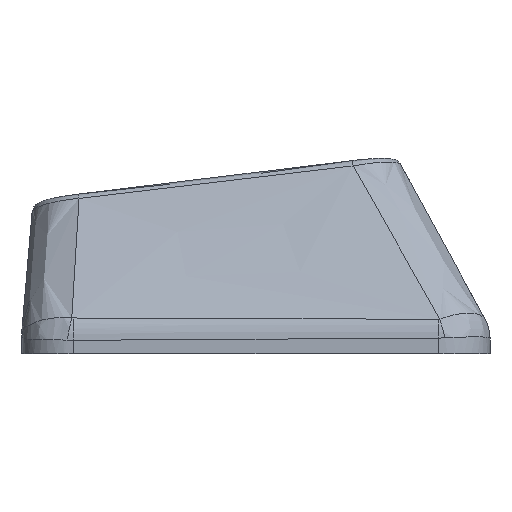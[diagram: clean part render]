
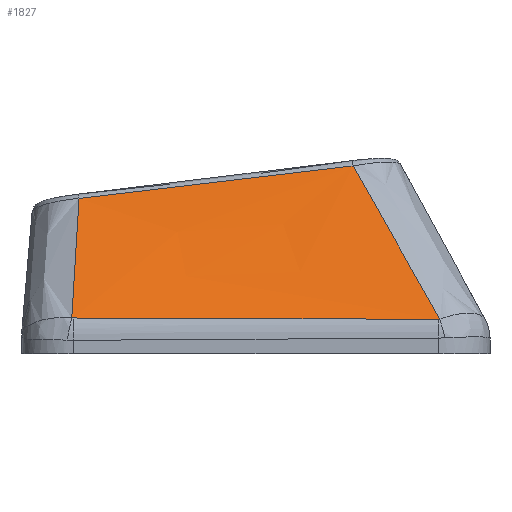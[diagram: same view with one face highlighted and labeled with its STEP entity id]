
A CAD part, left-side view. The second image highlights one B-rep face of the part: STEP entity #1827.
In plain terms, the highlighted free-form (B-spline) face has degree [3, 3] with [4, 4] control points.
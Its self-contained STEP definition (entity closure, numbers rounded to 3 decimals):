
#31=B_SPLINE_SURFACE_WITH_KNOTS('',3,3,((#3755,#3756,#3757,#3758),(#3759,
#3760,#3761,#3762),(#3763,#3764,#3765,#3766),(#3767,#3768,#3769,#3770)),
 .UNSPECIFIED.,.F.,.F.,.F.,(4,4),(4,4),(0.097,0.894),
(0.034,0.948),.UNSPECIFIED.);
#222=FACE_OUTER_BOUND('',#333,.T.);
#333=EDGE_LOOP('',(#1515,#1516,#1517,#1518,#1519,#1520));
#668=B_SPLINE_CURVE_WITH_KNOTS('',3,(#3433,#3434,#3435,#3436),
 .UNSPECIFIED.,.F.,.F.,(4,4),(0.,0.006),.UNSPECIFIED.);
#670=B_SPLINE_CURVE_WITH_KNOTS('',3,(#3460,#3461,#3462,#3463),
 .UNSPECIFIED.,.F.,.F.,(4,4),(0.,1.416),.UNSPECIFIED.);
#672=B_SPLINE_CURVE_WITH_KNOTS('',3,(#3487,#3488,#3489,#3490),
 .UNSPECIFIED.,.F.,.F.,(4,4),(0.,0.006),
 .UNSPECIFIED.);
#687=B_SPLINE_CURVE_WITH_KNOTS('',3,(#3772,#3773,#3774,#3775),
 .UNSPECIFIED.,.F.,.F.,(4,4),(0.028,0.788),
 .UNSPECIFIED.);
#688=B_SPLINE_CURVE_WITH_KNOTS('',3,(#3777,#3778,#3779,#3780),
 .UNSPECIFIED.,.F.,.F.,(4,4),(-1.071,0.),.UNSPECIFIED.);
#689=B_SPLINE_CURVE_WITH_KNOTS('',3,(#3781,#3782,#3783,#3784),
 .UNSPECIFIED.,.F.,.F.,(4,4),(-0.592,-0.024),
 .UNSPECIFIED.);
#847=VERTEX_POINT('',#3395);
#849=VERTEX_POINT('',#3426);
#851=VERTEX_POINT('',#3453);
#853=VERTEX_POINT('',#3480);
#869=VERTEX_POINT('',#3771);
#870=VERTEX_POINT('',#3776);
#1080=EDGE_CURVE('',#847,#849,#668,.T.);
#1083=EDGE_CURVE('',#849,#851,#670,.T.);
#1086=EDGE_CURVE('',#851,#853,#672,.T.);
#1110=EDGE_CURVE('',#869,#847,#687,.T.);
#1111=EDGE_CURVE('',#870,#869,#688,.T.);
#1112=EDGE_CURVE('',#853,#870,#689,.T.);
#1515=ORIENTED_EDGE('',*,*,#1086,.F.);
#1516=ORIENTED_EDGE('',*,*,#1083,.F.);
#1517=ORIENTED_EDGE('',*,*,#1080,.F.);
#1518=ORIENTED_EDGE('',*,*,#1110,.F.);
#1519=ORIENTED_EDGE('',*,*,#1111,.F.);
#1520=ORIENTED_EDGE('',*,*,#1112,.F.);
#1827=ADVANCED_FACE('',(#222),#31,.T.);
#3395=CARTESIAN_POINT('',(-20.793,-7.139,0.347));
#3426=CARTESIAN_POINT('',(-20.797,-7.077,0.34));
#3433=CARTESIAN_POINT('Ctrl Pts',(-20.793,-7.139,0.347));
#3434=CARTESIAN_POINT('Ctrl Pts',(-20.795,-7.119,0.342));
#3435=CARTESIAN_POINT('Ctrl Pts',(-20.797,-7.098,0.34));
#3436=CARTESIAN_POINT('Ctrl Pts',(-20.797,-7.077,0.34));
#3453=CARTESIAN_POINT('',(-20.712,7.087,0.389));
#3460=CARTESIAN_POINT('Ctrl Pts',(-20.797,-7.077,0.34));
#3461=CARTESIAN_POINT('Ctrl Pts',(-20.775,-2.356,0.355));
#3462=CARTESIAN_POINT('Ctrl Pts',(-20.748,2.365,0.372));
#3463=CARTESIAN_POINT('Ctrl Pts',(-20.712,7.087,0.389));
#3480=CARTESIAN_POINT('',(-20.708,7.148,0.395));
#3487=CARTESIAN_POINT('Ctrl Pts',(-20.712,7.087,0.389));
#3488=CARTESIAN_POINT('Ctrl Pts',(-20.712,7.107,0.389));
#3489=CARTESIAN_POINT('Ctrl Pts',(-20.71,7.128,0.391));
#3490=CARTESIAN_POINT('Ctrl Pts',(-20.708,7.148,0.395));
#3755=CARTESIAN_POINT('Ctrl Pts',(-17.445,-4.146,6.335));
#3756=CARTESIAN_POINT('Ctrl Pts',(-18.562,-5.145,4.337));
#3757=CARTESIAN_POINT('Ctrl Pts',(-19.679,-6.144,2.339));
#3758=CARTESIAN_POINT('Ctrl Pts',(-20.797,-7.142,0.34));
#3759=CARTESIAN_POINT('Ctrl Pts',(-17.445,-0.382,
5.893));
#3760=CARTESIAN_POINT('Ctrl Pts',(-18.562,-1.047,4.034));
#3761=CARTESIAN_POINT('Ctrl Pts',(-19.679,-1.713,2.175));
#3762=CARTESIAN_POINT('Ctrl Pts',(-20.797,-2.379,0.316));
#3763=CARTESIAN_POINT('Ctrl Pts',(-17.445,3.383,5.451));
#3764=CARTESIAN_POINT('Ctrl Pts',(-18.562,3.05,3.732));
#3765=CARTESIAN_POINT('Ctrl Pts',(-19.679,2.717,2.012));
#3766=CARTESIAN_POINT('Ctrl Pts',(-20.797,2.384,0.293));
#3767=CARTESIAN_POINT('Ctrl Pts',(-17.445,7.148,5.009));
#3768=CARTESIAN_POINT('Ctrl Pts',(-18.562,7.148,3.429));
#3769=CARTESIAN_POINT('Ctrl Pts',(-19.679,7.148,1.849));
#3770=CARTESIAN_POINT('Ctrl Pts',(-20.797,7.148,0.269));
#3771=CARTESIAN_POINT('',(-17.445,-3.764,6.29));
#3772=CARTESIAN_POINT('Ctrl Pts',(-17.445,-3.764,6.29));
#3773=CARTESIAN_POINT('Ctrl Pts',(-18.568,-4.896,4.315));
#3774=CARTESIAN_POINT('Ctrl Pts',(-19.682,-6.019,2.333));
#3775=CARTESIAN_POINT('Ctrl Pts',(-20.793,-7.139,0.347));
#3776=CARTESIAN_POINT('',(-17.453,6.867,5.03));
#3777=CARTESIAN_POINT('Ctrl Pts',(-17.453,6.867,5.03));
#3778=CARTESIAN_POINT('Ctrl Pts',(-17.451,3.323,5.448));
#3779=CARTESIAN_POINT('Ctrl Pts',(-17.448,-0.221,
5.868));
#3780=CARTESIAN_POINT('Ctrl Pts',(-17.445,-3.764,6.29));
#3781=CARTESIAN_POINT('Ctrl Pts',(-20.708,7.148,0.395));
#3782=CARTESIAN_POINT('Ctrl Pts',(-19.618,7.046,1.937));
#3783=CARTESIAN_POINT('Ctrl Pts',(-18.532,6.951,3.482));
#3784=CARTESIAN_POINT('Ctrl Pts',(-17.453,6.867,5.03));
